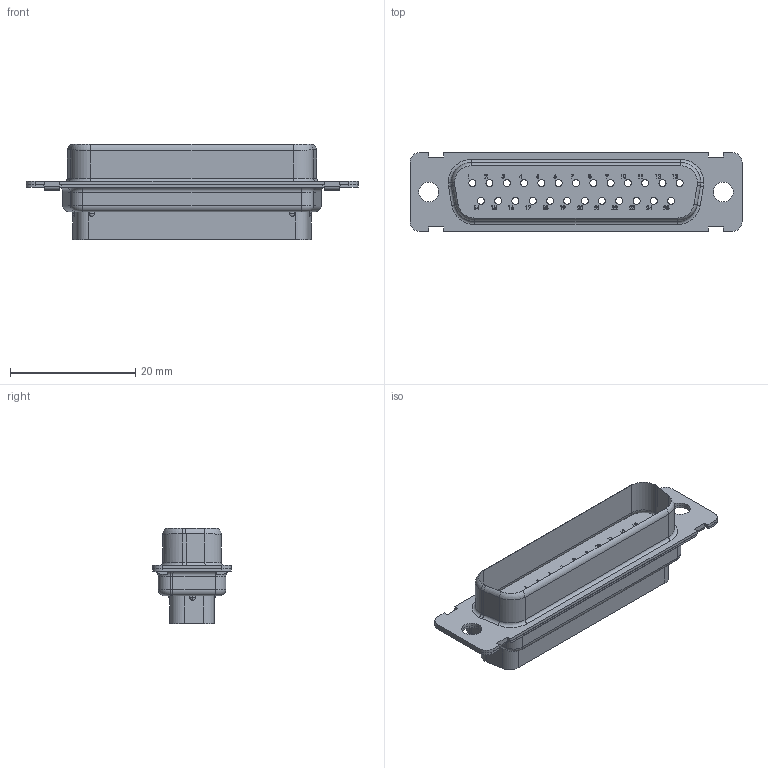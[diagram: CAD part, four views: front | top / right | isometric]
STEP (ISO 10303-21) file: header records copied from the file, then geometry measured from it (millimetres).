
FILE_DESCRIPTION(('STEP AP214'),'1');
FILE_NAME('tmp0.STP',' ',(' '),(' '),'XStep 1.0',' ',' ');
FILE_SCHEMA(('automotive_design'));
Length unit declared in the file: millimetre
Products named in the file (29): RD25M0000S|4725-0-2|4710-0-0;Extrusion3; RD25M0000S|4725-0-2|4725-2-0;Congé3; RD25M0000S|4725-0-2|4725-1-0;Chanfrein1; RD25M0000S|4733-25-4_4733-25-5;Extrusion1; RD25M0000S|4732-25-4_4732-25-4 Plié ep. 0,38;Symétrie1
Bounding box: 53.04 x 12.55 x 15.21 mm (x, y, z)
Volume: 2669.7 mm3; surface area: 8095.6 mm2
Topology: 29 solids, 29 shells, 3010 faces, 8381 edges, 5566 vertices
Faces by surface type: plane 1395, bspline 820, cylinder 675, cone 60, torus 52, sphere 8
Entity records: 158513 total; most frequent: CARTESIAN_POINT 63284, ORIENTED_EDGE 16762, DIRECTION 11423, EDGE_CURVE 8381, VERTEX_POINT 5566, LINE 4035, VECTOR 4035, AXIS2_PLACEMENT_3D 3694
